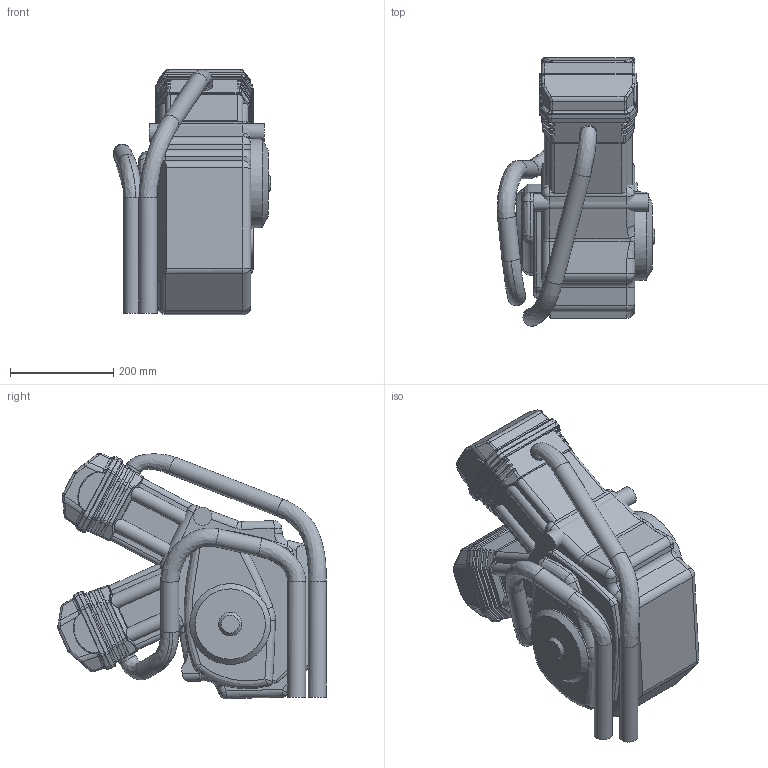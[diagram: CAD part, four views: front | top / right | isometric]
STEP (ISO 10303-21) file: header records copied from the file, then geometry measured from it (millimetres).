
FILE_DESCRIPTION(/* description */ (''),/* implementation_level */ '2;1');
FILE_NAME(/* name */ 'HAWK engine mockup v3.step',/* time_stamp */ '2018-06-14T21:33:31-05:00',/* author */ (''),/* organization */ (''),/* preprocessor_version */ 'ST-DEVELOPER v17',/* originating_system */ 'Autodesk Translation Framework v7.1.0.215',/* authorisation */ '');
FILE_SCHEMA (('AUTOMOTIVE_DESIGN { 1 0 10303 214 3 1 1 }'));
Length unit declared in the file: millimetre
Products named in the file (1): HAWK engine mockup
Bounding box: 305.37 x 519.78 x 474.85 mm (x, y, z)
Volume: 32725231 mm3; surface area: 1167121.6 mm2
Topology: 8 solids, 8 shells, 841 faces, 2132 edges, 1305 vertices
Faces by surface type: cylinder 331, plane 244, bspline 238, sphere 15, torus 7, cone 6
Full cylindrical faces by diameter (mm): 32.264 x1, 35 x7, 35.037 x1, 156.577 x1
Entity records: 36035 total; most frequent: CARTESIAN_POINT 16763, ORIENTED_EDGE 4252, DIRECTION 3830, EDGE_CURVE 2126, AXIS2_PLACEMENT_3D 1459, VERTEX_POINT 1305, LINE 912, VECTOR 912
